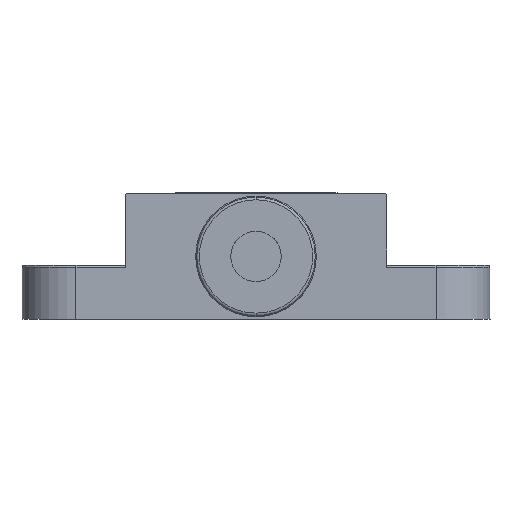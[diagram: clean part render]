
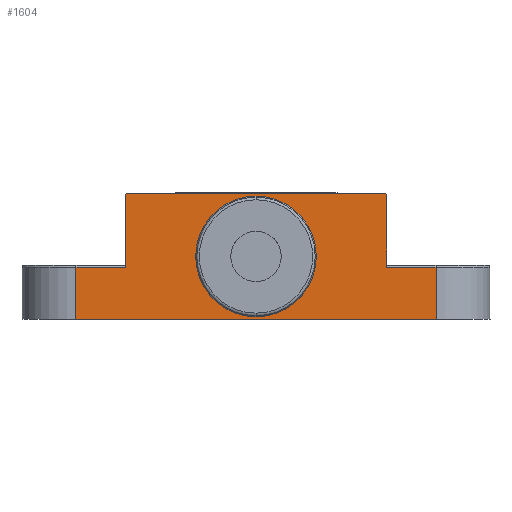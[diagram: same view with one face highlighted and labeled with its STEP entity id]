
A CAD part, front view. The second image highlights one B-rep face of the part: STEP entity #1604.
In plain terms, the highlighted planar face has unit normal (0, -1, 0).
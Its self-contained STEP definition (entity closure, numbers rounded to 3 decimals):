
#138=DIRECTION('',(0.,0.,1.));
#139=VECTOR('',#138,4.);
#140=CARTESIAN_POINT('',(4.668,38.547,-0.625));
#141=LINE('',#140,#139);
#192=DIRECTION('',(0.,0.,-1.));
#193=VECTOR('',#192,4.);
#194=CARTESIAN_POINT('',(-9.832,38.547,3.375));
#195=LINE('',#194,#193);
#229=DIRECTION('',(-1.,0.,0.));
#230=VECTOR('',#229,20.);
#231=CARTESIAN_POINT('',(7.418,38.547,-3.525));
#232=LINE('',#231,#230);
#233=CARTESIAN_POINT('',(-9.732,38.547,3.375));
#234=DIRECTION('',(0.,1.,0.));
#235=DIRECTION('',(-1.,0.,0.));
#236=AXIS2_PLACEMENT_3D('',#233,#234,#235);
#238=CARTESIAN_POINT('',(-9.732,38.547,3.375));
#239=DIRECTION('',(0.,1.,0.));
#240=DIRECTION('',(-0.707,0.,0.707));
#241=AXIS2_PLACEMENT_3D('',#238,#239,#240);
#243=DIRECTION('',(1.,0.,0.));
#244=VECTOR('',#243,14.3);
#245=CARTESIAN_POINT('',(-9.732,38.547,3.475));
#246=LINE('',#245,#244);
#247=CARTESIAN_POINT('',(4.568,38.547,3.375));
#248=DIRECTION('',(0.,1.,0.));
#249=DIRECTION('',(0.,0.,1.));
#250=AXIS2_PLACEMENT_3D('',#247,#248,#249);
#252=CARTESIAN_POINT('',(4.568,38.547,3.375));
#253=DIRECTION('',(0.,1.,0.));
#254=DIRECTION('',(0.707,0.,0.707));
#255=AXIS2_PLACEMENT_3D('',#252,#253,#254);
#257=CARTESIAN_POINT('',(-2.582,38.547,-0.025));
#258=DIRECTION('',(0.,-1.,0.));
#259=DIRECTION('',(1.,0.,0.));
#260=AXIS2_PLACEMENT_3D('',#257,#258,#259);
#262=CARTESIAN_POINT('',(-2.582,38.547,-0.025));
#263=DIRECTION('',(0.,-1.,0.));
#264=DIRECTION('',(-1.,0.,0.));
#265=AXIS2_PLACEMENT_3D('',#262,#263,#264);
#271=DIRECTION('',(-1.,0.,0.));
#272=VECTOR('',#271,2.75);
#273=CARTESIAN_POINT('',(7.418,38.547,-0.625));
#274=LINE('',#273,#272);
#366=DIRECTION('',(0.,0.,1.));
#367=VECTOR('',#366,2.9);
#368=CARTESIAN_POINT('',(7.418,38.547,-3.525));
#369=LINE('',#368,#367);
#390=DIRECTION('',(0.,0.,-1.));
#391=VECTOR('',#390,2.9);
#392=CARTESIAN_POINT('',(-12.582,38.547,-0.625));
#393=LINE('',#392,#391);
#489=DIRECTION('',(-1.,0.,0.));
#490=VECTOR('',#489,2.75);
#491=CARTESIAN_POINT('',(-9.832,38.547,-0.625));
#492=LINE('',#491,#490);
#985=CARTESIAN_POINT('',(0.768,38.547,-0.025));
#986=VERTEX_POINT('',#985);
#987=CARTESIAN_POINT('',(-5.932,38.547,-0.025));
#988=VERTEX_POINT('',#987);
#989=CARTESIAN_POINT('',(4.668,38.547,-0.625));
#990=CARTESIAN_POINT('',(4.668,38.547,3.375));
#991=VERTEX_POINT('',#989);
#992=VERTEX_POINT('',#990);
#993=CARTESIAN_POINT('',(7.418,38.547,-0.625));
#994=VERTEX_POINT('',#993);
#995=CARTESIAN_POINT('',(7.418,38.547,-3.525));
#996=VERTEX_POINT('',#995);
#997=CARTESIAN_POINT('',(-12.582,38.547,-3.525));
#998=VERTEX_POINT('',#997);
#999=CARTESIAN_POINT('',(-12.582,38.547,-0.625));
#1000=VERTEX_POINT('',#999);
#1001=CARTESIAN_POINT('',(-9.832,38.547,-0.625));
#1002=VERTEX_POINT('',#1001);
#1003=CARTESIAN_POINT('',(-9.832,38.547,3.375));
#1004=VERTEX_POINT('',#1003);
#1005=CARTESIAN_POINT('',(-9.803,38.547,3.446));
#1006=CARTESIAN_POINT('',(-9.732,38.547,3.475));
#1007=VERTEX_POINT('',#1005);
#1008=VERTEX_POINT('',#1006);
#1009=CARTESIAN_POINT('',(4.568,38.547,3.475));
#1010=VERTEX_POINT('',#1009);
#1011=CARTESIAN_POINT('',(4.638,38.547,3.446));
#1012=VERTEX_POINT('',#1011);
#1574=CARTESIAN_POINT('',(-12.582,38.547,-3.525));
#1575=DIRECTION('',(0.,-1.,0.));
#1576=DIRECTION('',(1.,0.,0.));
#1577=AXIS2_PLACEMENT_3D('',#1574,#1575,#1576);
#1578=PLANE('',#1577);
#1579=ORIENTED_EDGE('',*,*,#1486,.F.);
#1581=ORIENTED_EDGE('',*,*,#1580,.F.);
#1583=ORIENTED_EDGE('',*,*,#1582,.F.);
#1584=ORIENTED_EDGE('',*,*,#1507,.T.);
#1586=ORIENTED_EDGE('',*,*,#1585,.F.);
#1588=ORIENTED_EDGE('',*,*,#1587,.F.);
#1589=ORIENTED_EDGE('',*,*,#1540,.F.);
#1590=ORIENTED_EDGE('',*,*,#1564,.T.);
#1591=ORIENTED_EDGE('',*,*,#1562,.T.);
#1593=ORIENTED_EDGE('',*,*,#1592,.T.);
#1594=ORIENTED_EDGE('',*,*,#1460,.T.);
#1595=ORIENTED_EDGE('',*,*,#1458,.T.);
#1596=EDGE_LOOP('',(#1579,#1581,#1583,#1584,#1586,#1588,#1589,#1590,#1591,#1593,
#1594,#1595));
#1597=FACE_OUTER_BOUND('',#1596,.F.);
#1599=ORIENTED_EDGE('',*,*,#1598,.T.);
#1601=ORIENTED_EDGE('',*,*,#1600,.T.);
#1602=EDGE_LOOP('',(#1599,#1601));
#1603=FACE_BOUND('',#1602,.F.);
#237=CIRCLE('',#236,0.1);
#242=CIRCLE('',#241,0.1);
#251=CIRCLE('',#250,0.1);
#256=CIRCLE('',#255,0.1);
#261=CIRCLE('',#260,3.35);
#266=CIRCLE('',#265,3.35);
#1458=EDGE_CURVE('',#1012,#992,#256,.T.);
#1460=EDGE_CURVE('',#1010,#1012,#251,.T.);
#1486=EDGE_CURVE('',#991,#992,#141,.T.);
#1507=EDGE_CURVE('',#996,#998,#232,.T.);
#1540=EDGE_CURVE('',#1004,#1002,#195,.T.);
#1562=EDGE_CURVE('',#1007,#1008,#242,.T.);
#1564=EDGE_CURVE('',#1004,#1007,#237,.T.);
#1580=EDGE_CURVE('',#994,#991,#274,.T.);
#1582=EDGE_CURVE('',#996,#994,#369,.T.);
#1585=EDGE_CURVE('',#1000,#998,#393,.T.);
#1587=EDGE_CURVE('',#1002,#1000,#492,.T.);
#1592=EDGE_CURVE('',#1008,#1010,#246,.T.);
#1598=EDGE_CURVE('',#986,#988,#261,.T.);
#1600=EDGE_CURVE('',#988,#986,#266,.T.);
#1604=ADVANCED_FACE('',(#1597,#1603),#1578,.T.);
